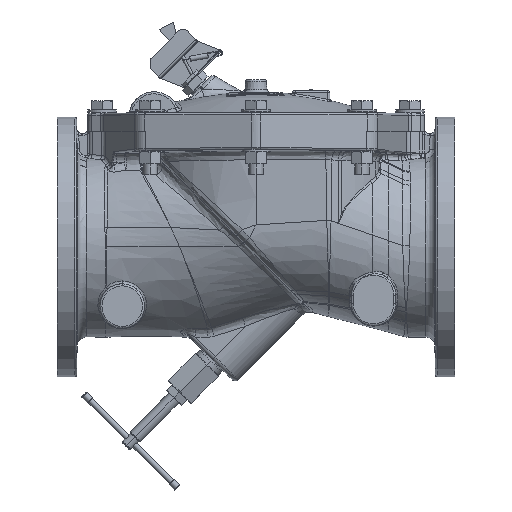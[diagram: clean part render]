
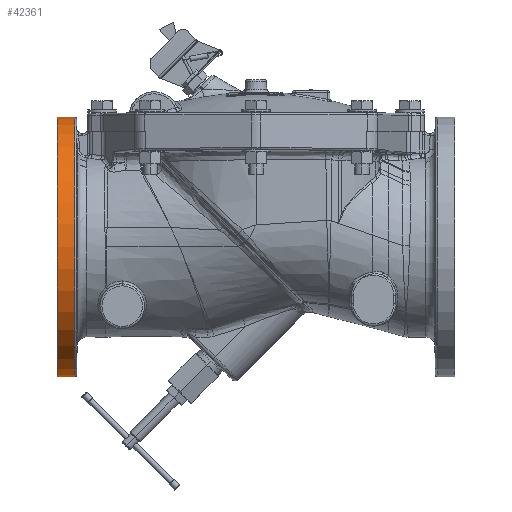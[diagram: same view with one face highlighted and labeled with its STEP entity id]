
A CAD part, top view. The second image highlights one B-rep face of the part: STEP entity #42361.
In plain terms, the highlighted cylindrical face has radius 203.2 mm (diameter 406.4 mm), a partial arc.
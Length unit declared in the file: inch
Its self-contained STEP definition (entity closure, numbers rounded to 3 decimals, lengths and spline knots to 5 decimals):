
#1459=CARTESIAN_POINT('',(-12.25,0.,0.));
#1460=DIRECTION('',(1.,0.,0.));
#1461=DIRECTION('',(0.,1.,0.));
#1462=AXIS2_PLACEMENT_3D('',#1459,#1460,#1461);
#1464=CARTESIAN_POINT('',(-11.18559,0.,0.));
#1465=DIRECTION('',(-1.,0.,0.));
#1466=DIRECTION('',(0.,-1.,0.));
#1467=AXIS2_PLACEMENT_3D('',#1464,#1465,#1466);
#1474=DIRECTION('',(-1.,0.,0.));
#1475=VECTOR('',#1474,1.06441);
#1476=CARTESIAN_POINT('',(-11.18559,-8.,0.));
#1477=LINE('',#1476,#1475);
#1483=DIRECTION('',(-1.,0.,0.));
#1484=VECTOR('',#1483,1.06441);
#1485=CARTESIAN_POINT('',(-11.18559,8.,0.));
#1486=LINE('',#1485,#1484);
#39744=CARTESIAN_POINT('',(-11.18559,8.,0.));
#39745=CARTESIAN_POINT('',(-11.18559,-8.,0.));
#39746=VERTEX_POINT('',#39744);
#39747=VERTEX_POINT('',#39745);
#39764=CARTESIAN_POINT('',(-12.25,8.,0.));
#39765=CARTESIAN_POINT('',(-12.25,-8.,0.));
#39766=VERTEX_POINT('',#39764);
#39767=VERTEX_POINT('',#39765);
#42347=CARTESIAN_POINT('',(-13.71589,0.,0.));
#42348=DIRECTION('',(1.,0.,0.));
#42349=DIRECTION('',(0.,-1.,0.));
#42350=AXIS2_PLACEMENT_3D('',#42347,#42348,#42349);
#42351=CYLINDRICAL_SURFACE('',#42350,8.);
#42352=ORIENTED_EDGE('',*,*,#42256,.F.);
#42354=ORIENTED_EDGE('',*,*,#42353,.F.);
#42356=ORIENTED_EDGE('',*,*,#42355,.F.);
#42358=ORIENTED_EDGE('',*,*,#42357,.T.);
#42359=EDGE_LOOP('',(#42352,#42354,#42356,#42358));
#42360=FACE_OUTER_BOUND('',#42359,.F.);
#1463=CIRCLE('',#1462,8.);
#1468=CIRCLE('',#1467,8.);
#42256=EDGE_CURVE('',#39766,#39767,#1463,.T.);
#42353=EDGE_CURVE('',#39746,#39766,#1486,.T.);
#42355=EDGE_CURVE('',#39747,#39746,#1468,.T.);
#42357=EDGE_CURVE('',#39747,#39767,#1477,.T.);
#42361=ADVANCED_FACE('',(#42360),#42351,.T.);
